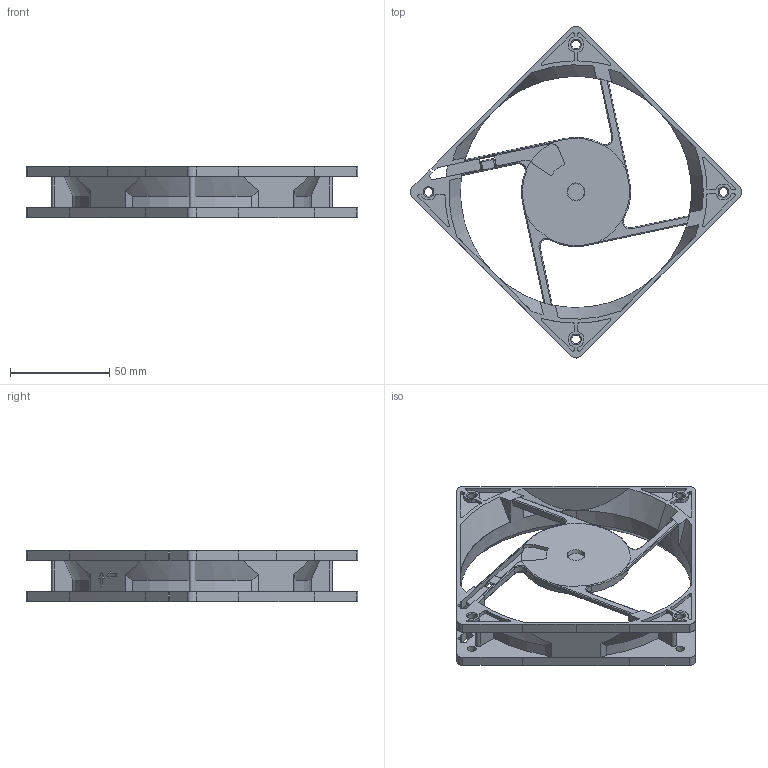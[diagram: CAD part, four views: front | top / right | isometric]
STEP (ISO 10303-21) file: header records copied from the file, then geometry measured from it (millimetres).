
FILE_DESCRIPTION (( 'STEP AP203' ), '1' );
FILE_NAME ('OD1225-XE_m0_frame.stp', '2023-04-20T18:08:50', ( '' ), ( '' ), 'SwSTEP 2.0', 'SolidWorks 2018', '' );
FILE_SCHEMA (( 'CONFIG_CONTROL_DESIGN' ));
Length unit declared in the file: millimetre
Products named in the file (1): OD1225-XE_m0_frame
Bounding box: 167.2 x 167.2 x 25.7 mm (x, y, z)
Volume: 53200.4 mm3; surface area: 43403.1 mm2
Topology: 1 solids, 1 shells, 429 faces, 1198 edges, 783 vertices
Faces by surface type: cylinder 179, plane 171, cone 49, bspline 22, torus 8
Entity records: 23757 total; most frequent: CARTESIAN_POINT 13119, ORIENTED_EDGE 2396, DIRECTION 1999, EDGE_CURVE 1198, AXIS2_PLACEMENT_3D 798, VERTEX_POINT 783, EDGE_LOOP 467, ADVANCED_FACE 429
